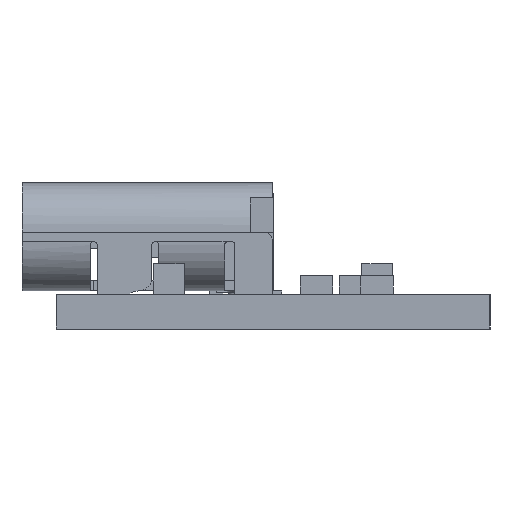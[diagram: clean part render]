
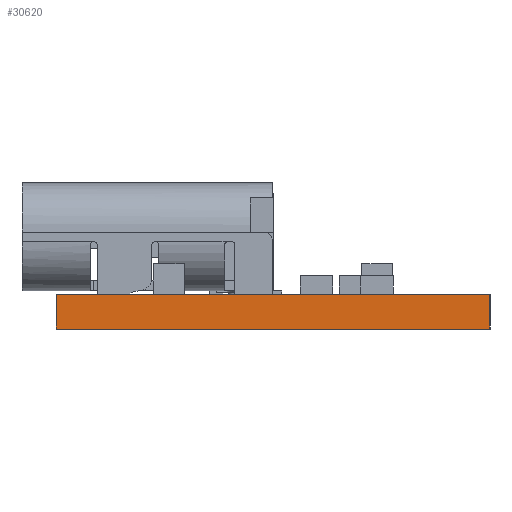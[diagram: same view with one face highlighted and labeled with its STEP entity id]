
A CAD part, left-side view. The second image highlights one B-rep face of the part: STEP entity #30620.
In plain terms, the highlighted planar face has unit normal (-1, 0, 0).
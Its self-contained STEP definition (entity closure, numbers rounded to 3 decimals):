
#2558 = EDGE_CURVE ( 'NONE', #29370, #27385, #5683, .T. ) ;
#5130 = LINE ( 'NONE', #40655, #43201 ) ;
#5683 = LINE ( 'NONE', #10312, #19980 ) ;
#7359 = CARTESIAN_POINT ( 'NONE',  ( 0., 0., 1.016 ) ) ;
#10312 = CARTESIAN_POINT ( 'NONE',  ( 0., 0., 1.016 ) ) ;
#17314 = VECTOR ( 'NONE', #48473, 1000. ) ;
#18503 = DIRECTION ( 'NONE',  ( 0., 0., -1. ) ) ;
#18843 = CARTESIAN_POINT ( 'NONE',  ( 0., 0., 1.016 ) ) ;
#19469 = ORIENTED_EDGE ( 'NONE', *, *, #37912, .F. ) ;
#19980 = VECTOR ( 'NONE', #40888, 1000. ) ;
#21460 = LINE ( 'NONE', #34530, #38637 ) ;
#24795 = DIRECTION ( 'NONE',  ( 1., 0., 0. ) ) ;
#27385 = VERTEX_POINT ( 'NONE', #46710 ) ;
#28248 = CARTESIAN_POINT ( 'NONE',  ( 0., 12.7, 1.016 ) ) ;
#29370 = VERTEX_POINT ( 'NONE', #18843 ) ;
#30123 = VERTEX_POINT ( 'NONE', #28248 ) ;
#30188 = DIRECTION ( 'NONE',  ( 0., -1., 0. ) ) ;
#30620 = ADVANCED_FACE ( 'NONE', ( #53289 ), #43464, .F. ) ;
#31720 = CARTESIAN_POINT ( 'NONE',  ( 0., 12.7, 0. ) ) ;
#34530 = CARTESIAN_POINT ( 'NONE',  ( 0., 0., 0. ) ) ;
#36259 = EDGE_CURVE ( 'NONE', #30123, #51316, #5130, .T. ) ;
#37912 = EDGE_CURVE ( 'NONE', #30123, #29370, #53684, .T. ) ;
#38637 = VECTOR ( 'NONE', #30188, 1000. ) ;
#39373 = CARTESIAN_POINT ( 'NONE',  ( 0., 0., 1.016 ) ) ;
#39772 = ORIENTED_EDGE ( 'NONE', *, *, #2558, .F. ) ;
#40655 = CARTESIAN_POINT ( 'NONE',  ( 0., 12.7, 1.016 ) ) ;
#40754 = ORIENTED_EDGE ( 'NONE', *, *, #49753, .T. ) ;
#40888 = DIRECTION ( 'NONE',  ( 0., 0., -1. ) ) ;
#43201 = VECTOR ( 'NONE', #18503, 1000. ) ;
#43464 = PLANE ( 'NONE',  #48998 ) ;
#46710 = CARTESIAN_POINT ( 'NONE',  ( 0., 0., 0. ) ) ;
#48473 = DIRECTION ( 'NONE',  ( 0., -1., 0. ) ) ;
#48998 = AXIS2_PLACEMENT_3D ( 'NONE', #7359, #24795, #52475 ) ;
#49753 = EDGE_CURVE ( 'NONE', #51316, #27385, #21460, .T. ) ;
#51316 = VERTEX_POINT ( 'NONE', #31720 ) ;
#51920 = EDGE_LOOP ( 'NONE', ( #40754, #39772, #19469, #53077 ) ) ;
#52475 = DIRECTION ( 'NONE',  ( 0., 0., -1. ) ) ;
#53077 = ORIENTED_EDGE ( 'NONE', *, *, #36259, .T. ) ;
#53289 = FACE_OUTER_BOUND ( 'NONE', #51920, .T. ) ;
#53684 = LINE ( 'NONE', #39373, #17314 ) ;
